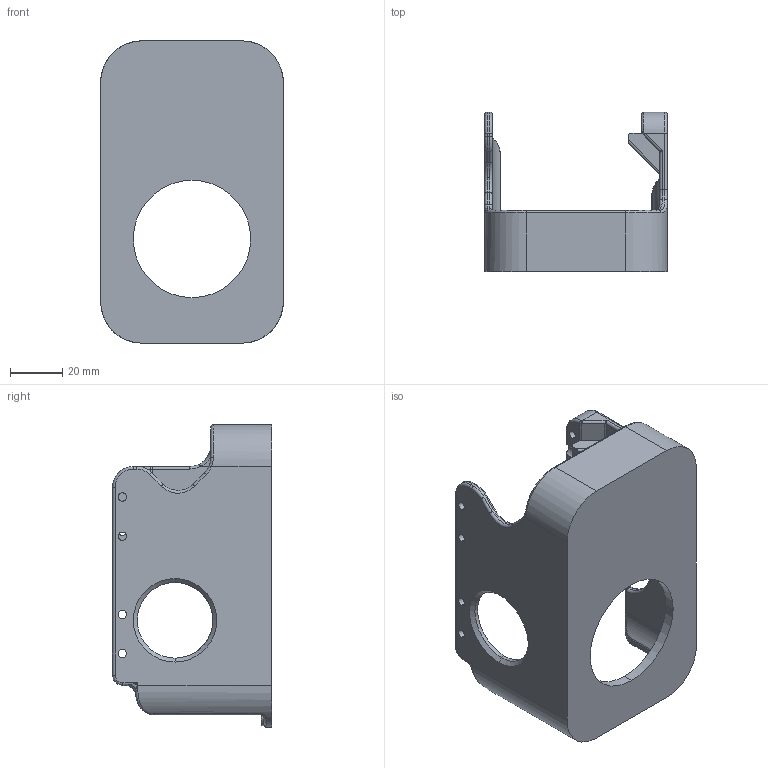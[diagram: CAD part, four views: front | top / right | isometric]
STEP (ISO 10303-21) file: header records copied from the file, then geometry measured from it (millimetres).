
FILE_DESCRIPTION (( 'STEP AP214' ), '1' );
FILE_NAME ('fanMountToolHeadCover for exp vol plus.STEP', '2025-06-28T22:34:44', ( '' ), ( '' ), 'SwSTEP 2.0', 'SolidWorks 2024', '' );
FILE_SCHEMA (( 'AUTOMOTIVE_DESIGN' ));
Length unit declared in the file: millimetre
Products named in the file (1): fanMountToolHeadCover for exp vol plus
Bounding box: 70.1 x 61 x 116 mm (x, y, z)
Volume: 53454.7 mm3; surface area: 36829.3 mm2
Topology: 1 solids, 1 shells, 207 faces, 511 edges, 307 vertices
Faces by surface type: cylinder 106, plane 47, torus 28, bspline 17, sphere 7, cone 2
Entity records: 10353 total; most frequent: CARTESIAN_POINT 3146, DIRECTION 1078, ORIENTED_EDGE 1014, EDGE_CURVE 507, AXIS2_PLACEMENT_3D 435, VERTEX_POINT 307, CIRCLE 244, EDGE_LOOP 232
